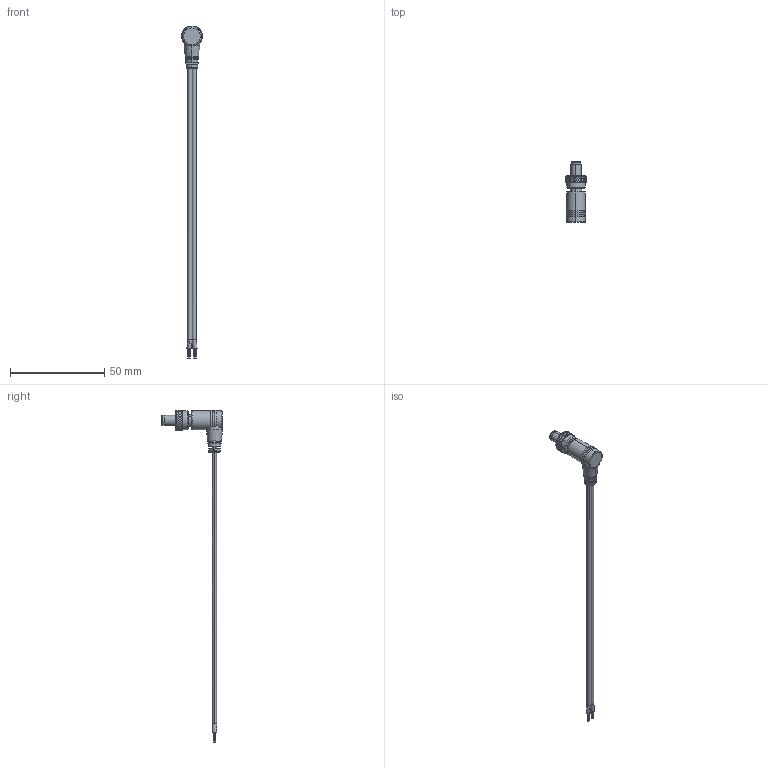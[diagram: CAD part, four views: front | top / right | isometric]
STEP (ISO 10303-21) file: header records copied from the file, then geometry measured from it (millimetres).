
FILE_DESCRIPTION (( 'STEP AP203' ), '1' );
FILE_NAME ('10-00116.step', '2016-09-15T23:31:51', ( '' ), ( '' ), 'SwSTEP 2.0', 'SolidWorks 2015', '' );
FILE_SCHEMA (( 'CONFIG_CONTROL_DESIGN' ));
Length unit declared in the file: millimetre
Products named in the file (10): 30-00007_Stripped and tinned 5mm; 50-00010; 50-00010 shell; 50-00010 insulator; 50-00010 locking ring; 50-00010 pin; 50-00010 shell 2; 24-00017; 50-00010 interior shell; 10-00116
Assembly tree (9 placements, depth 3):
  10-00116
    30-00007_Stripped and tinned 5mm
    24-00017
    50-00010
      50-00010 insulator
      50-00010 interior shell
      50-00010 locking ring
      50-00010 pin
      50-00010 shell 2
      50-00010 shell
Bounding box: 11 x 32.4 x 176.5 mm (x, y, z)
Volume: 3722 mm3; surface area: 19123.6 mm2
Topology: 179 solids, 179 shells, 2762 faces, 5896 edges, 3596 vertices
Faces by surface type: plane 1098, bspline 805, cylinder 798, torus 32, cone 29
Entity records: 98672 total; most frequent: CARTESIAN_POINT 45869, ORIENTED_EDGE 11784, DIRECTION 8130, EDGE_CURVE 5892, VERTEX_POINT 3596, AXIS2_PLACEMENT_3D 3293, B_SPLINE_CURVE_WITH_KNOTS 3025, EDGE_LOOP 2880
